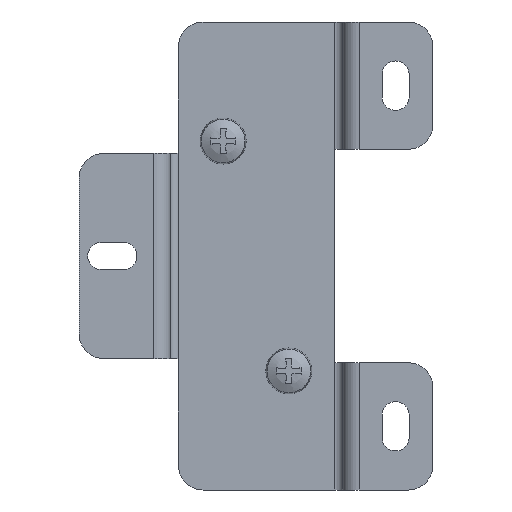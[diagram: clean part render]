
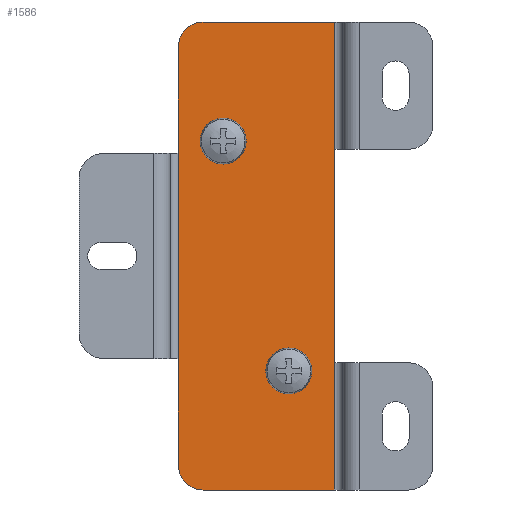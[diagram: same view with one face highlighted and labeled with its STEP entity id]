
A CAD part, front view. The second image highlights one B-rep face of the part: STEP entity #1586.
In plain terms, the highlighted planar face has unit normal (0, -1, 0).
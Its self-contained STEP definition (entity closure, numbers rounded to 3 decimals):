
#79=LINE('',#2383,#227);
#83=LINE('',#2392,#231);
#90=LINE('',#2414,#238);
#98=LINE('',#2440,#246);
#99=LINE('',#2445,#247);
#145=LINE('',#2586,#293);
#151=LINE('',#2611,#299);
#152=LINE('',#2613,#300);
#227=VECTOR('',#1879,1000.);
#231=VECTOR('',#1885,1000.);
#238=VECTOR('',#1902,1000.);
#246=VECTOR('',#1922,1000.);
#247=VECTOR('',#1927,1000.);
#293=VECTOR('',#2065,1000.);
#299=VECTOR('',#2093,1000.);
#300=VECTOR('',#2096,1000.);
#535=ORIENTED_EDGE('',*,*,#955,.T.);
#536=ORIENTED_EDGE('',*,*,#956,.T.);
#537=ORIENTED_EDGE('',*,*,#957,.F.);
#538=ORIENTED_EDGE('',*,*,#847,.T.);
#539=ORIENTED_EDGE('',*,*,#873,.T.);
#540=ORIENTED_EDGE('',*,*,#958,.F.);
#541=ORIENTED_EDGE('',*,*,#871,.T.);
#542=ORIENTED_EDGE('',*,*,#858,.F.);
#543=ORIENTED_EDGE('',*,*,#959,.F.);
#544=ORIENTED_EDGE('',*,*,#843,.T.);
#545=ORIENTED_EDGE('',*,*,#945,.F.);
#546=ORIENTED_EDGE('',*,*,#960,.F.);
#843=EDGE_CURVE('',#1073,#1074,#79,.T.);
#847=EDGE_CURVE('',#1077,#1078,#83,.T.);
#858=EDGE_CURVE('',#1086,#1087,#90,.T.);
#871=EDGE_CURVE('',#1098,#1087,#98,.T.);
#873=EDGE_CURVE('',#1078,#1099,#99,.T.);
#945=EDGE_CURVE('',#1149,#1074,#145,.T.);
#955=EDGE_CURVE('',#1155,#1155,#1255,.F.);
#956=EDGE_CURVE('',#1156,#1156,#1256,.F.);
#957=EDGE_CURVE('',#1077,#1157,#1257,.F.);
#958=EDGE_CURVE('',#1098,#1099,#151,.F.);
#959=EDGE_CURVE('',#1073,#1086,#1258,.F.);
#960=EDGE_CURVE('',#1157,#1149,#152,.T.);
#1073=VERTEX_POINT('',#2384);
#1074=VERTEX_POINT('',#2385);
#1077=VERTEX_POINT('',#2393);
#1078=VERTEX_POINT('',#2394);
#1086=VERTEX_POINT('',#2413);
#1087=VERTEX_POINT('',#2415);
#1098=VERTEX_POINT('',#2438);
#1099=VERTEX_POINT('',#2443);
#1149=VERTEX_POINT('',#2585);
#1155=VERTEX_POINT('',#2606);
#1156=VERTEX_POINT('',#2608);
#1157=VERTEX_POINT('',#2610);
#1255=CIRCLE('',#1749,1.6);
#1256=CIRCLE('',#1750,1.6);
#1257=CIRCLE('',#1751,3.);
#1258=CIRCLE('',#1752,3.);
#1325=EDGE_LOOP('',(#535));
#1326=EDGE_LOOP('',(#536));
#1327=EDGE_LOOP('',(#537,#538,#539,#540,#541,#542,#543,#544,#545,#546));
#1431=FACE_BOUND('',#1325,.T.);
#1432=FACE_BOUND('',#1326,.T.);
#1433=FACE_BOUND('',#1327,.T.);
#1519=PLANE('',#1748);
#1586=ADVANCED_FACE('',(#1431,#1432,#1433),#1519,.T.);
#1748=AXIS2_PLACEMENT_3D('',#2604,#2085,#2086);
#1749=AXIS2_PLACEMENT_3D('',#2605,#2087,#2088);
#1750=AXIS2_PLACEMENT_3D('',#2607,#2089,#2090);
#1751=AXIS2_PLACEMENT_3D('',#2609,#2091,#2092);
#1752=AXIS2_PLACEMENT_3D('',#2612,#2094,#2095);
#1879=DIRECTION('',(0.,0.,-1.));
#1885=DIRECTION('',(1.,0.,0.));
#1902=DIRECTION('',(1.,0.,0.));
#1922=DIRECTION('',(0.,0.,1.));
#1927=DIRECTION('',(0.,0.,1.));
#2065=DIRECTION('',(0.,0.,1.));
#2085=DIRECTION('',(0.,-1.,0.));
#2086=DIRECTION('',(0.,0.,-1.));
#2087=DIRECTION('',(0.,-1.,0.));
#2088=DIRECTION('',(0.,0.,-1.));
#2089=DIRECTION('',(0.,-1.,0.));
#2090=DIRECTION('',(0.,0.,-1.));
#2091=DIRECTION('',(0.,-1.,0.));
#2092=DIRECTION('',(0.,0.,-1.));
#2093=DIRECTION('',(0.,0.,1.));
#2094=DIRECTION('',(0.,-1.,0.));
#2095=DIRECTION('',(0.,0.,-1.));
#2096=DIRECTION('',(0.,0.,1.));
#2383=CARTESIAN_POINT('',(-9.45,6.,-57.));
#2384=CARTESIAN_POINT('',(-9.45,6.,-3.));
#2385=CARTESIAN_POINT('',(-9.45,6.,-16.));
#2392=CARTESIAN_POINT('',(-9.45,6.,-57.));
#2393=CARTESIAN_POINT('',(-6.45,6.,-57.));
#2394=CARTESIAN_POINT('',(9.55,6.,-57.));
#2413=CARTESIAN_POINT('',(-6.45,6.,0.));
#2414=CARTESIAN_POINT('',(-9.45,6.,0.));
#2415=CARTESIAN_POINT('',(9.55,6.,0.));
#2438=CARTESIAN_POINT('',(9.55,6.,-15.5));
#2440=CARTESIAN_POINT('',(9.55,6.,-57.));
#2443=CARTESIAN_POINT('',(9.55,6.,-41.5));
#2445=CARTESIAN_POINT('',(9.55,6.,-57.));
#2585=CARTESIAN_POINT('',(-9.45,6.,-41.));
#2586=CARTESIAN_POINT('',(-9.45,6.,-57.));
#2604=CARTESIAN_POINT('',(-9.45,6.,-57.));
#2605=CARTESIAN_POINT('',(4.,6.,-42.5));
#2606=CARTESIAN_POINT('',(4.,6.,-44.1));
#2607=CARTESIAN_POINT('',(-4.,6.,-14.5));
#2608=CARTESIAN_POINT('',(-4.,6.,-16.1));
#2609=CARTESIAN_POINT('',(-6.45,6.,-54.));
#2610=CARTESIAN_POINT('',(-9.45,6.,-54.));
#2611=CARTESIAN_POINT('',(9.55,6.,-57.));
#2612=CARTESIAN_POINT('',(-6.45,6.,-3.));
#2613=CARTESIAN_POINT('',(-9.45,6.,-57.));
